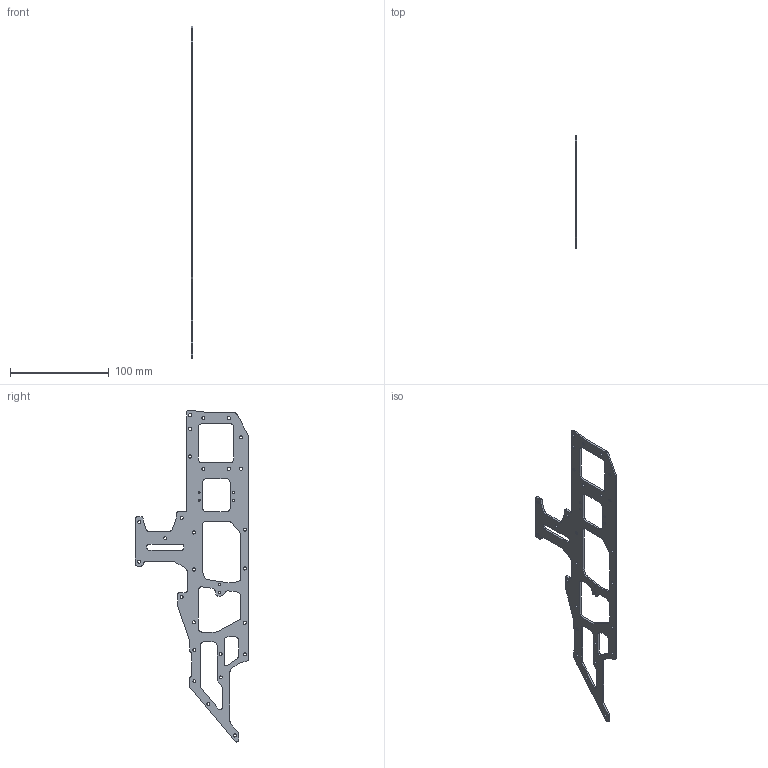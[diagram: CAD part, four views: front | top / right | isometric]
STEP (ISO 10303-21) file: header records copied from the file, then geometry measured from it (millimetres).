
FILE_DESCRIPTION (( 'STEP AP214' ), '1' );
FILE_NAME ('02-010-21 side plate Right.STEP', '2025-11-11T06:14:33', ( '' ), ( '' ), 'SwSTEP 2.0', 'SolidWorks 2020', '' );
FILE_SCHEMA (( 'AUTOMOTIVE_DESIGN' ));
Length unit declared in the file: millimetre
Products named in the file (1): 02-010-21 side plate Right
Bounding box: 2 x 115 x 336.7 mm (x, y, z)
Volume: 23922.6 mm3; surface area: 28177.3 mm2
Topology: 1 solids, 1 shells, 176 faces, 522 edges, 348 vertices
Faces by surface type: cylinder 104, plane 72
Full cylindrical faces by diameter (mm): 2.1 x6, 3.1 x25, 3.2 x1, 3.25 x1
Entity records: 6003 total; most frequent: DIRECTION 1051, CARTESIAN_POINT 1014, ORIENTED_EDGE 978, EDGE_CURVE 489, AXIS2_PLACEMENT_3D 385, VERTEX_POINT 348, EDGE_LOOP 289, LINE 281
